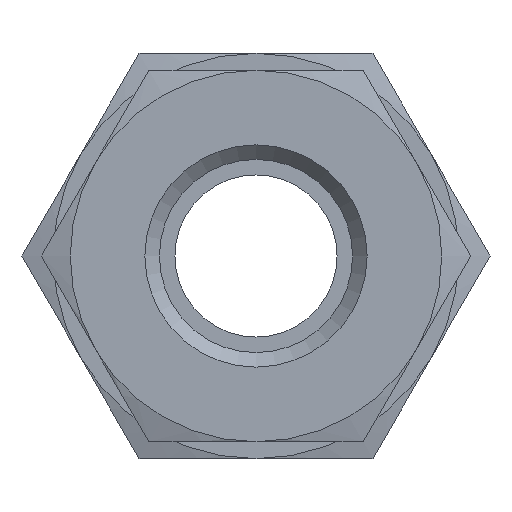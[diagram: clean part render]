
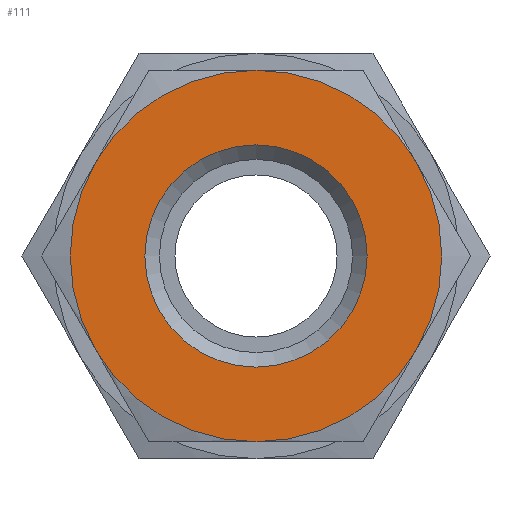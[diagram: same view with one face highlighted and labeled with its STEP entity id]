
A CAD part, left-side view. The second image highlights one B-rep face of the part: STEP entity #111.
In plain terms, the highlighted planar face has unit normal (-1, 0, 0).
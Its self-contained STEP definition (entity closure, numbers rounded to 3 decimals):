
#111 = ADVANCED_FACE( '', ( #203, #204 ), #205, .F. );
#203 = FACE_OUTER_BOUND( '', #323, .T. );
#204 = FACE_BOUND( '', #324, .T. );
#205 = PLANE( '', #325 );
#323 = EDGE_LOOP( '', ( #621, #622, #623, #624, #625, #626 ) );
#324 = EDGE_LOOP( '', ( #627 ) );
#325 = AXIS2_PLACEMENT_3D( '', #628, #629, #630 );
#621 = ORIENTED_EDGE( '', *, *, #805, .F. );
#622 = ORIENTED_EDGE( '', *, *, #804, .F. );
#623 = ORIENTED_EDGE( '', *, *, #803, .F. );
#624 = ORIENTED_EDGE( '', *, *, #802, .F. );
#625 = ORIENTED_EDGE( '', *, *, #806, .F. );
#626 = ORIENTED_EDGE( '', *, *, #801, .F. );
#627 = ORIENTED_EDGE( '', *, *, #807, .T. );
#628 = CARTESIAN_POINT( '', ( 0., 0., 0. ) );
#629 = DIRECTION( '', ( 1., 0., 0. ) );
#630 = DIRECTION( '', ( 0., 0., -1. ) );
#801 = EDGE_CURVE( '', #881, #872, #950, .T. );
#802 = EDGE_CURVE( '', #890, #899, #951, .T. );
#803 = EDGE_CURVE( '', #899, #947, #952, .T. );
#804 = EDGE_CURVE( '', #947, #944, #953, .T. );
#805 = EDGE_CURVE( '', #944, #881, #954, .T. );
#806 = EDGE_CURVE( '', #872, #890, #955, .T. );
#807 = EDGE_CURVE( '', #956, #956, #957, .T. );
#872 = VERTEX_POINT( '', #1135 );
#881 = VERTEX_POINT( '', #1165 );
#890 = VERTEX_POINT( '', #1195 );
#899 = VERTEX_POINT( '', #1225 );
#944 = VERTEX_POINT( '', #1336 );
#947 = VERTEX_POINT( '', #1349 );
#950 = CIRCLE( '', #1362, 11. );
#951 = CIRCLE( '', #1363, 11. );
#952 = CIRCLE( '', #1364, 11. );
#953 = CIRCLE( '', #1365, 11. );
#954 = CIRCLE( '', #1366, 11. );
#955 = CIRCLE( '', #1367, 11. );
#956 = VERTEX_POINT( '', #1368 );
#957 = CIRCLE( '', #1369, 6.579 );
#1135 = CARTESIAN_POINT( '', ( 0., 0., 11. ) );
#1165 = CARTESIAN_POINT( '', ( 0., 9.526, 5.5 ) );
#1195 = CARTESIAN_POINT( '', ( 0., -9.526, 5.5 ) );
#1225 = CARTESIAN_POINT( '', ( 0., -9.526, -5.5 ) );
#1336 = CARTESIAN_POINT( '', ( 0., 9.526, -5.5 ) );
#1349 = CARTESIAN_POINT( '', ( 0., 0., -11. ) );
#1362 = AXIS2_PLACEMENT_3D( '', #1465, #1466, #1467 );
#1363 = AXIS2_PLACEMENT_3D( '', #1468, #1469, #1470 );
#1364 = AXIS2_PLACEMENT_3D( '', #1471, #1472, #1473 );
#1365 = AXIS2_PLACEMENT_3D( '', #1474, #1475, #1476 );
#1366 = AXIS2_PLACEMENT_3D( '', #1477, #1478, #1479 );
#1367 = AXIS2_PLACEMENT_3D( '', #1480, #1481, #1482 );
#1368 = CARTESIAN_POINT( '', ( 0., 0., -6.579 ) );
#1369 = AXIS2_PLACEMENT_3D( '', #1483, #1484, #1485 );
#1465 = CARTESIAN_POINT( '', ( 0., 0., 0. ) );
#1466 = DIRECTION( '', ( 1., 0., 0. ) );
#1467 = DIRECTION( '', ( 0., 0., -1. ) );
#1468 = CARTESIAN_POINT( '', ( 0., 0., 0. ) );
#1469 = DIRECTION( '', ( 1., 0., 0. ) );
#1470 = DIRECTION( '', ( 0., 0., -1. ) );
#1471 = CARTESIAN_POINT( '', ( 0., 0., 0. ) );
#1472 = DIRECTION( '', ( 1., 0., 0. ) );
#1473 = DIRECTION( '', ( 0., 0., -1. ) );
#1474 = CARTESIAN_POINT( '', ( 0., 0., 0. ) );
#1475 = DIRECTION( '', ( 1., 0., 0. ) );
#1476 = DIRECTION( '', ( 0., 0., -1. ) );
#1477 = CARTESIAN_POINT( '', ( 0., 0., 0. ) );
#1478 = DIRECTION( '', ( 1., 0., 0. ) );
#1479 = DIRECTION( '', ( 0., 0., -1. ) );
#1480 = CARTESIAN_POINT( '', ( 0., 0., 0. ) );
#1481 = DIRECTION( '', ( 1., 0., 0. ) );
#1482 = DIRECTION( '', ( 0., 0., -1. ) );
#1483 = CARTESIAN_POINT( '', ( 0., 0., 0. ) );
#1484 = DIRECTION( '', ( 1., 0., 0. ) );
#1485 = DIRECTION( '', ( 0., 0., -1. ) );
